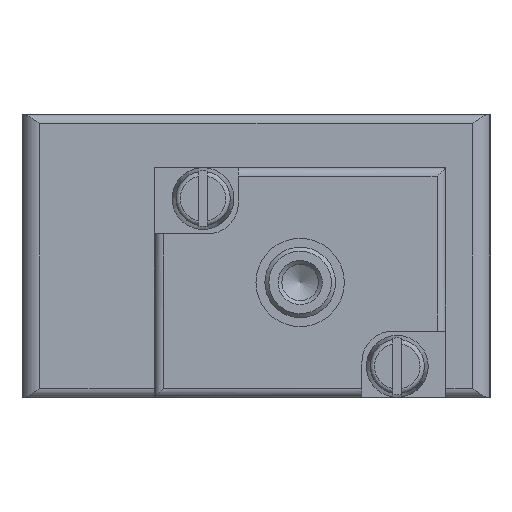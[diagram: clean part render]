
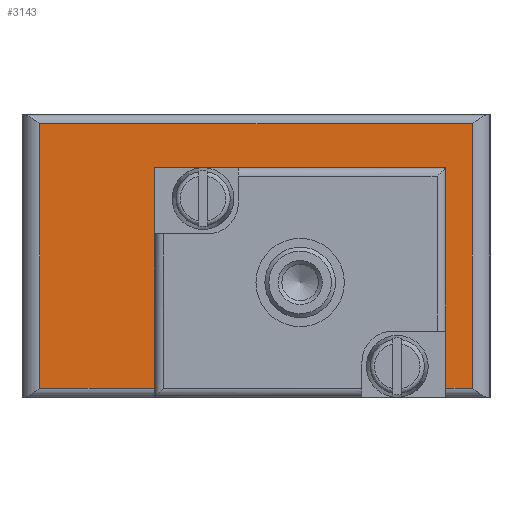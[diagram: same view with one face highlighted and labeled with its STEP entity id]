
A CAD part, left-side view. The second image highlights one B-rep face of the part: STEP entity #3143.
In plain terms, the highlighted planar face has unit normal (-1, 0, 0).
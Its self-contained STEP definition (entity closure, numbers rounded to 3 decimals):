
#545=ORIENTED_EDGE('',*,*,#1373,.T.);
#546=ORIENTED_EDGE('',*,*,#1272,.F.);
#547=ORIENTED_EDGE('',*,*,#1289,.T.);
#548=ORIENTED_EDGE('',*,*,#1279,.T.);
#549=ORIENTED_EDGE('',*,*,#1374,.T.);
#550=ORIENTED_EDGE('',*,*,#1375,.F.);
#551=ORIENTED_EDGE('',*,*,#1376,.F.);
#552=ORIENTED_EDGE('',*,*,#1377,.T.);
#1272=EDGE_CURVE('',#1693,#1694,#1955,.T.);
#1279=EDGE_CURVE('',#1701,#1700,#1962,.T.);
#1289=EDGE_CURVE('',#1693,#1701,#1968,.T.);
#1373=EDGE_CURVE('',#1770,#1694,#2029,.T.);
#1374=EDGE_CURVE('',#1700,#1771,#2030,.T.);
#1375=EDGE_CURVE('',#1772,#1771,#2031,.T.);
#1376=EDGE_CURVE('',#1773,#1772,#2032,.T.);
#1377=EDGE_CURVE('',#1773,#1770,#2033,.T.);
#1693=VERTEX_POINT('',#4903);
#1694=VERTEX_POINT('',#4905);
#1700=VERTEX_POINT('',#4918);
#1701=VERTEX_POINT('',#4920);
#1770=VERTEX_POINT('',#5108);
#1771=VERTEX_POINT('',#5110);
#1772=VERTEX_POINT('',#5112);
#1773=VERTEX_POINT('',#5114);
#1955=LINE('',#4904,#2199);
#1962=LINE('',#4919,#2206);
#1968=LINE('',#4937,#2212);
#2029=LINE('',#5107,#2273);
#2030=LINE('',#5109,#2274);
#2031=LINE('',#5111,#2275);
#2032=LINE('',#5113,#2276);
#2033=LINE('',#5115,#2277);
#2199=VECTOR('',#3808,1000.);
#2206=VECTOR('',#3817,1000.);
#2212=VECTOR('',#3837,1000.);
#2273=VECTOR('',#3972,1000.);
#2274=VECTOR('',#3973,1000.);
#2275=VECTOR('',#3974,1000.);
#2276=VECTOR('',#3975,1000.);
#2277=VECTOR('',#3976,1000.);
#2472=EDGE_LOOP('',(#545,#546,#547,#548,#549,#550,#551,#552));
#2756=FACE_BOUND('',#2472,.T.);
#3012=PLANE('',#3417);
#3143=ADVANCED_FACE('',(#2756),#3012,.F.);
#3417=AXIS2_PLACEMENT_3D('',#5106,#3970,#3971);
#3808=DIRECTION('',(0.,0.,-1.));
#3817=DIRECTION('',(0.,0.,-1.));
#3837=DIRECTION('',(0.,-1.,0.));
#3970=DIRECTION('',(1.,0.,0.));
#3971=DIRECTION('',(0.,0.,-1.));
#3972=DIRECTION('',(0.,-1.,0.));
#3973=DIRECTION('',(0.,-1.,0.));
#3974=DIRECTION('',(0.,0.,-1.));
#3975=DIRECTION('',(0.,-1.,0.));
#3976=DIRECTION('',(0.,0.,-1.));
#4903=CARTESIAN_POINT('',(-70.75,38.,10.));
#4904=CARTESIAN_POINT('',(-70.75,38.,10.));
#4905=CARTESIAN_POINT('',(-70.75,38.,-15.));
#4918=CARTESIAN_POINT('',(-70.75,5.,-15.));
#4919=CARTESIAN_POINT('',(-70.75,5.,10.));
#4920=CARTESIAN_POINT('',(-70.75,5.,10.));
#4937=CARTESIAN_POINT('',(-70.75,38.,10.));
#5106=CARTESIAN_POINT('',(-70.75,53.,-15.));
#5107=CARTESIAN_POINT('',(-70.75,53.,-15.));
#5108=CARTESIAN_POINT('',(-70.75,51.,-15.));
#5109=CARTESIAN_POINT('',(-70.75,53.,-15.));
#5110=CARTESIAN_POINT('',(-70.75,2.,-15.));
#5111=CARTESIAN_POINT('',(-70.75,2.,32.));
#5112=CARTESIAN_POINT('',(-70.75,2.,15.));
#5113=CARTESIAN_POINT('',(-70.75,53.,15.));
#5114=CARTESIAN_POINT('',(-70.75,51.,15.));
#5115=CARTESIAN_POINT('',(-70.75,51.,32.));
